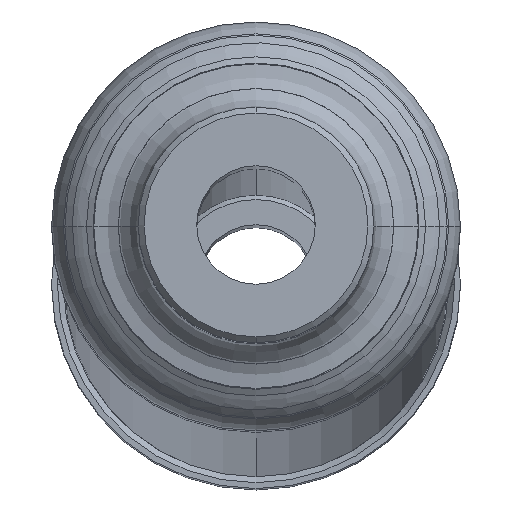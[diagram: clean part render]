
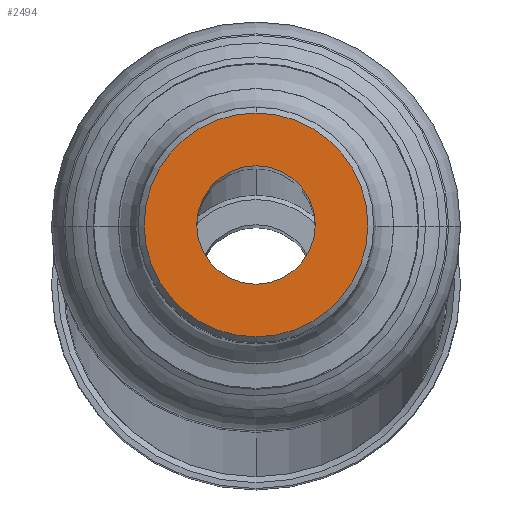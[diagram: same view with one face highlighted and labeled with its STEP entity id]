
A CAD part, top view. The second image highlights one B-rep face of the part: STEP entity #2494.
In plain terms, the highlighted planar face has unit normal (0, 0, 1).
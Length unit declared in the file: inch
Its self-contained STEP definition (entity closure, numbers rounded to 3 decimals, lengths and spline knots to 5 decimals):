
#810=CARTESIAN_POINT('',(0.,0.,46.37795));
#811=DIRECTION('',(0.,0.,1.));
#812=DIRECTION('',(0.,1.,0.));
#813=AXIS2_PLACEMENT_3D('',#810,#811,#812);
#815=CARTESIAN_POINT('',(0.,0.,46.37795));
#816=DIRECTION('',(0.,0.,1.));
#817=DIRECTION('',(0.,-1.,0.));
#818=AXIS2_PLACEMENT_3D('',#815,#816,#817);
#820=CARTESIAN_POINT('',(0.,0.,46.37795));
#821=DIRECTION('',(0.,0.,-1.));
#822=DIRECTION('',(1.,0.,0.));
#823=AXIS2_PLACEMENT_3D('',#820,#821,#822);
#825=CARTESIAN_POINT('',(0.,0.,46.37795));
#826=DIRECTION('',(0.,0.,-1.));
#827=DIRECTION('',(-1.,0.,0.));
#828=AXIS2_PLACEMENT_3D('',#825,#826,#827);
#1151=CARTESIAN_POINT('',(-0.07874,0.,46.37795));
#1153=VERTEX_POINT('',#1151);
#1155=CARTESIAN_POINT('',(0.07874,0.,46.37795));
#1157=VERTEX_POINT('',#1155);
#1170=CARTESIAN_POINT('',(0.,0.14862,46.37795));
#1171=VERTEX_POINT('',#1170);
#1172=CARTESIAN_POINT('',(0.,-0.14862,46.37795));
#1173=VERTEX_POINT('',#1172);
#2479=CARTESIAN_POINT('',(0.,0.07825,46.37795));
#2480=DIRECTION('',(0.,0.,1.));
#2481=DIRECTION('',(1.,0.,0.));
#2482=AXIS2_PLACEMENT_3D('',#2479,#2480,#2481);
#2483=PLANE('',#2482);
#2484=ORIENTED_EDGE('',*,*,#2446,.F.);
#2485=ORIENTED_EDGE('',*,*,#2424,.F.);
#2486=EDGE_LOOP('',(#2484,#2485));
#2487=FACE_OUTER_BOUND('',#2486,.F.);
#2489=ORIENTED_EDGE('',*,*,#2488,.F.);
#2491=ORIENTED_EDGE('',*,*,#2490,.F.);
#2492=EDGE_LOOP('',(#2489,#2491));
#2493=FACE_BOUND('',#2492,.F.);
#2494=ADVANCED_FACE('',(#2487,#2493),#2483,.T.);
#814=CIRCLE('',#813,0.14862);
#819=CIRCLE('',#818,0.14862);
#824=CIRCLE('',#823,0.07874);
#829=CIRCLE('',#828,0.07874);
#2424=EDGE_CURVE('',#1173,#1171,#819,.T.);
#2446=EDGE_CURVE('',#1171,#1173,#814,.T.);
#2488=EDGE_CURVE('',#1157,#1153,#824,.T.);
#2490=EDGE_CURVE('',#1153,#1157,#829,.T.);
